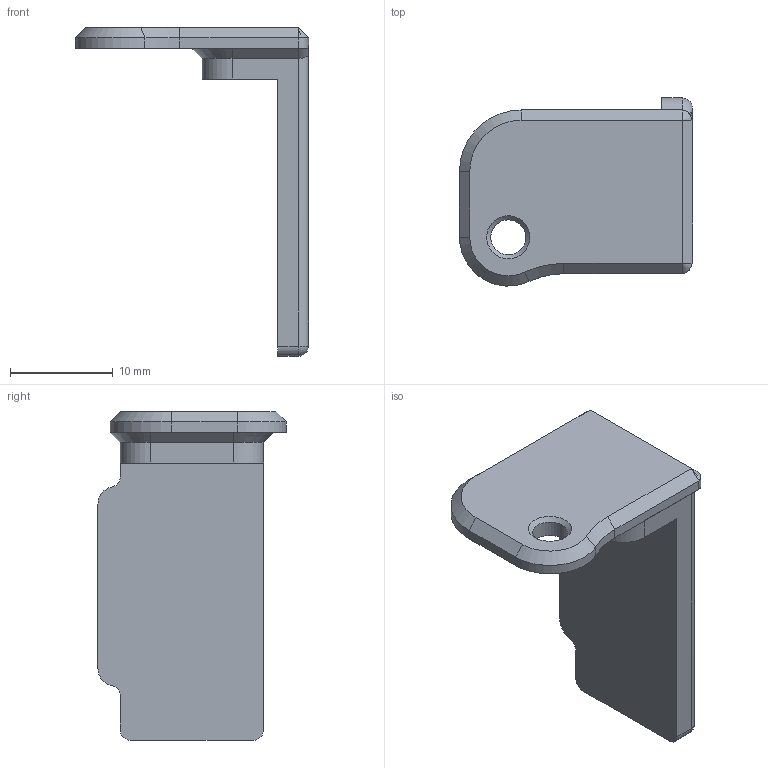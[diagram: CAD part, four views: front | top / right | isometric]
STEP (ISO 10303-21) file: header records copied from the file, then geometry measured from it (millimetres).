
FILE_DESCRIPTION(/* description */ (''),/* implementation_level */ '2;1');
FILE_NAME(/* name */ 'Slim_A_cover.step',/* time_stamp */ '2026-01-12T19:29:17-08:00',/* author */ (''),/* organization */ (''),/* preprocessor_version */ 'ST-DEVELOPER v20.1',/* originating_system */ 'Autodesk Translation Framework v14.21.0.0',/* authorisation */ '');
FILE_SCHEMA (('AUTOMOTIVE_DESIGN { 1 0 10303 214 3 1 1 }'));
Length unit declared in the file: millimetre
Products named in the file (1): Slim_A_cover
Bounding box: 22.69 x 18.32 x 32 mm (x, y, z)
Volume: 2335.1 mm3; surface area: 1907.2 mm2
Topology: 1 solids, 1 shells, 60 faces, 142 edges, 82 vertices
Faces by surface type: plane 21, cylinder 21, cone 8, bspline 4, torus 4, sphere 2
Full cylindrical faces by diameter (mm): 3.4 x1
Entity records: 1757 total; most frequent: CARTESIAN_POINT 333, DIRECTION 310, ORIENTED_EDGE 280, EDGE_CURVE 140, AXIS2_PLACEMENT_3D 115, VERTEX_POINT 82, LINE 80, VECTOR 80
